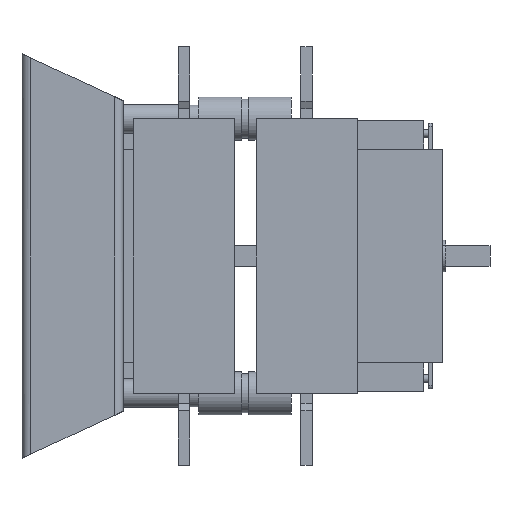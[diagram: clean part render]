
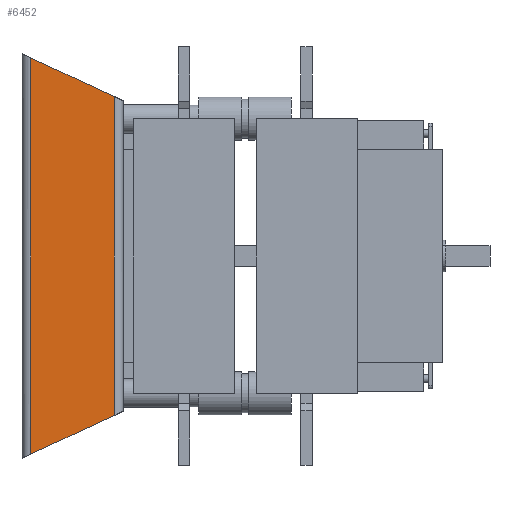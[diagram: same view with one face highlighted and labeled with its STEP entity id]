
A CAD part, left-side view. The second image highlights one B-rep face of the part: STEP entity #6452.
In plain terms, the highlighted planar face has unit normal (-1, 0, 0).
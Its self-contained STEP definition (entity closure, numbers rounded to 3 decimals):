
#6029=CARTESIAN_POINT('',(-95.,148.5,137.214));
#6030=VERTEX_POINT('',#6029);
#6040=CARTESIAN_POINT('',(-95.,90.5,110.286));
#6041=VERTEX_POINT('',#6040);
#6042=CARTESIAN_POINT('',(-95.,90.5,110.286));
#6043=DIRECTION('',(0.0,0.907,0.421));
#6044=VECTOR('',#6043,63.946);
#6045=LINE('',#6042,#6044);
#6046=EDGE_CURVE('',#6041,#6030,#6045,.T.);
#6315=CARTESIAN_POINT('',(-95.,90.5,-110.286));
#6316=VERTEX_POINT('',#6315);
#6324=CARTESIAN_POINT('',(-95.,148.5,-137.214));
#6325=VERTEX_POINT('',#6324);
#6326=CARTESIAN_POINT('',(-95.,148.5,-137.214));
#6327=DIRECTION('',(0.0,-0.907,0.421));
#6328=VECTOR('',#6327,63.946);
#6329=LINE('',#6326,#6328);
#6330=EDGE_CURVE('',#6325,#6316,#6329,.T.);
#6427=CARTESIAN_POINT('',(-95.,148.5,-137.214));
#6428=DIRECTION('',(0.0,0.0,1.0));
#6429=VECTOR('',#6428,274.429);
#6430=LINE('',#6427,#6429);
#6431=EDGE_CURVE('',#6325,#6030,#6430,.T.);
#6436=CARTESIAN_POINT('',(-95.,90.5,0.0));
#6437=DIRECTION('',(-1.0,0.0,0.0));
#6438=DIRECTION('',(0.0,0.0,1.0));
#6439=AXIS2_PLACEMENT_3D('',#6436,#6437,#6438);
#6440=PLANE('',#6439);
#6441=ORIENTED_EDGE('',*,*,#6046,.T.);
#6442=ORIENTED_EDGE('',*,*,#6431,.F.);
#6443=ORIENTED_EDGE('',*,*,#6330,.T.);
#6444=CARTESIAN_POINT('',(-95.,90.5,-110.286));
#6445=DIRECTION('',(0.0,0.0,1.0));
#6446=VECTOR('',#6445,220.571);
#6447=LINE('',#6444,#6446);
#6448=EDGE_CURVE('',#6316,#6041,#6447,.T.);
#6449=ORIENTED_EDGE('',*,*,#6448,.T.);
#6450=EDGE_LOOP('',(#6441,#6442,#6443,#6449));
#6451=FACE_OUTER_BOUND('',#6450,.T.);
#6452=ADVANCED_FACE('',(#6451),#6440,.T.);
